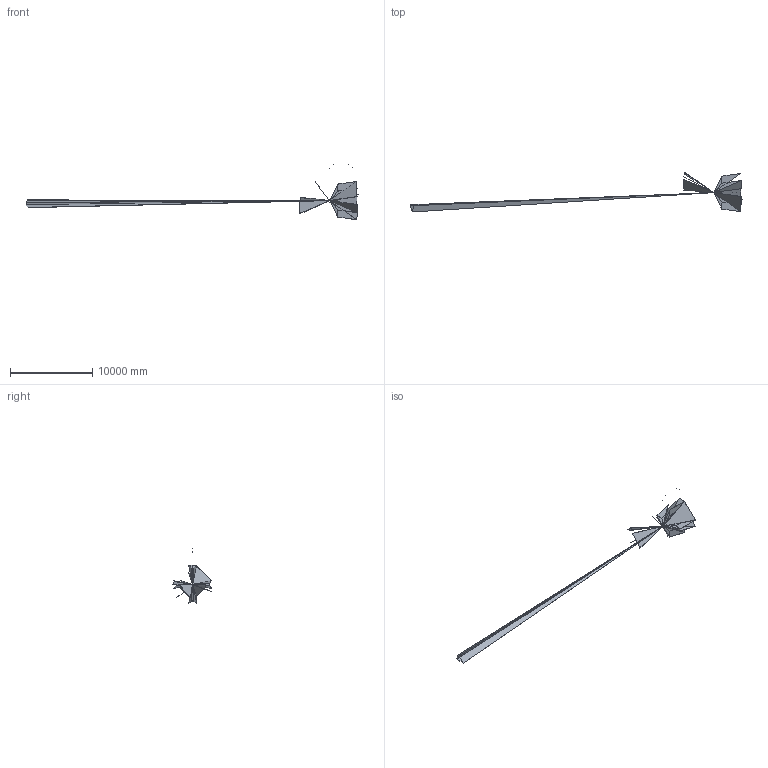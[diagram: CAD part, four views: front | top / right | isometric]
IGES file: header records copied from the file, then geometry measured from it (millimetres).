
Start section: C
Global section: file name: M443-00 r1.igs; native system: By Siemens PLM Incorporated; preprocessor: XPlus GENERIC/IGES 21.0.46; author: Author; organization: Title; date: 20180111.165231; units: millimetre
Bounding box: 40301 x 4849.23 x 6732.68 mm (x, y, z)
Volume: 339544.3 mm3; surface area: 83389.2 mm2
Topology: 21 solids, 27 shells, 466 faces, 1241 edges, 807 vertices
Faces by surface type: plane 238, cylinder 128, cone 41, torus 34, bspline 16, sphere 9
Full cylindrical faces by diameter (mm): 1.5 x23, 2.5 x1, 2.8 x1, 4.134 x2, 4.5 x2, 4.562 x2, 5 x5, 5.5 x1, 6 x2, 8.8 x2, 9.1 x1, 9.5 x2, 10 x1, 12.1 x1, 13 x1, 13.5 x2, 14 x1, 14.8 x3, 15 x1, 15.1 x1, 16.5 x1, 17 x1, 17.2 x2, 17.5 x1, 18.5 x1, 18.8 x1, 19.8 x2, 20 x3, 20.2 x1, 20.5 x1
